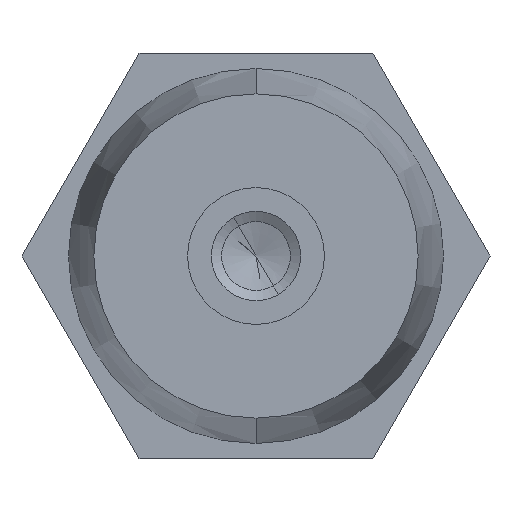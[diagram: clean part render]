
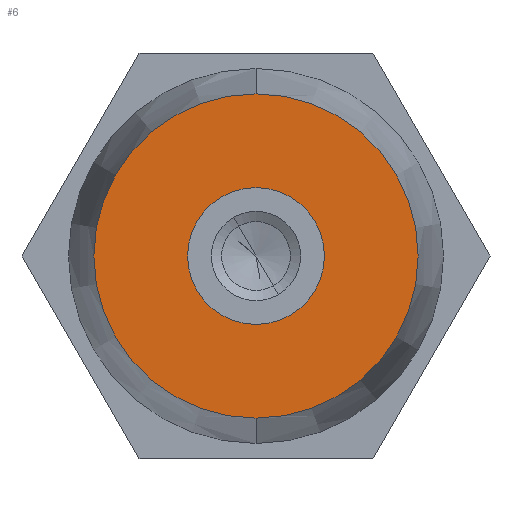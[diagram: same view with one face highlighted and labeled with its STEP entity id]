
A CAD part, front view. The second image highlights one B-rep face of the part: STEP entity #6.
In plain terms, the highlighted planar face has unit normal (0, -1, 0).
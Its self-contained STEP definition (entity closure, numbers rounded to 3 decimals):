
#6 = ADVANCED_FACE ( 'NONE', ( #1143, #1158 ), #2156, .T. ) ;
#127 = AXIS2_PLACEMENT_3D ( 'NONE', #1842, #2366, #3143 ) ;
#181 = DIRECTION ( 'NONE',  ( 0., -1., 0. ) ) ;
#221 = VERTEX_POINT ( 'NONE', #3120 ) ;
#349 = EDGE_CURVE ( 'NONE', #1311, #1206, #1407, .T. ) ;
#352 = CARTESIAN_POINT ( 'NONE',  ( 0., -22.5, 0. ) ) ;
#378 = DIRECTION ( 'NONE',  ( 0., 1., 0. ) ) ;
#535 = ORIENTED_EDGE ( 'NONE', *, *, #349, .T. ) ;
#615 = DIRECTION ( 'NONE',  ( 0., 1., 0. ) ) ;
#677 = AXIS2_PLACEMENT_3D ( 'NONE', #2722, #1383, #1613 ) ;
#706 = ORIENTED_EDGE ( 'NONE', *, *, #2948, .T. ) ;
#846 = ORIENTED_EDGE ( 'NONE', *, *, #1076, .T. ) ;
#881 = AXIS2_PLACEMENT_3D ( 'NONE', #1180, #181, #2899 ) ;
#1076 = EDGE_CURVE ( 'NONE', #221, #2517, #1241, .T. ) ;
#1116 = CARTESIAN_POINT ( 'NONE',  ( 0., -22.5, 0. ) ) ;
#1129 = CIRCLE ( 'NONE', #1550, 6.75 ) ;
#1143 = FACE_BOUND ( 'NONE', #1524, .T. ) ;
#1158 = FACE_OUTER_BOUND ( 'NONE', #1740, .T. ) ;
#1180 = CARTESIAN_POINT ( 'NONE',  ( 0., -22.5, 0. ) ) ;
#1206 = VERTEX_POINT ( 'NONE', #1956 ) ;
#1241 = CIRCLE ( 'NONE', #881, 16. ) ;
#1311 = VERTEX_POINT ( 'NONE', #3206 ) ;
#1333 = DIRECTION ( 'NONE',  ( 0., 0., 1. ) ) ;
#1383 = DIRECTION ( 'NONE',  ( 0., -1., 0. ) ) ;
#1407 = CIRCLE ( 'NONE', #2190, 6.75 ) ;
#1516 = EDGE_CURVE ( 'NONE', #1206, #1311, #1129, .T. ) ;
#1524 = EDGE_LOOP ( 'NONE', ( #535, #1770 ) ) ;
#1550 = AXIS2_PLACEMENT_3D ( 'NONE', #1116, #615, #1333 ) ;
#1613 = DIRECTION ( 'NONE',  ( 0., 0., -1. ) ) ;
#1740 = EDGE_LOOP ( 'NONE', ( #846, #706 ) ) ;
#1770 = ORIENTED_EDGE ( 'NONE', *, *, #1516, .T. ) ;
#1783 = CIRCLE ( 'NONE', #127, 16. ) ;
#1842 = CARTESIAN_POINT ( 'NONE',  ( 0., -22.5, 0. ) ) ;
#1956 = CARTESIAN_POINT ( 'NONE',  ( 0., -22.5, 6.75 ) ) ;
#2156 = PLANE ( 'NONE',  #677 ) ;
#2190 = AXIS2_PLACEMENT_3D ( 'NONE', #352, #378, #2578 ) ;
#2366 = DIRECTION ( 'NONE',  ( 0., -1., 0. ) ) ;
#2517 = VERTEX_POINT ( 'NONE', #2900 ) ;
#2578 = DIRECTION ( 'NONE',  ( 0., 0., 1. ) ) ;
#2722 = CARTESIAN_POINT ( 'NONE',  ( 0., -22.5, 0. ) ) ;
#2899 = DIRECTION ( 'NONE',  ( 0., 0., -1. ) ) ;
#2900 = CARTESIAN_POINT ( 'NONE',  ( 0., -22.5, -16. ) ) ;
#2948 = EDGE_CURVE ( 'NONE', #2517, #221, #1783, .T. ) ;
#3120 = CARTESIAN_POINT ( 'NONE',  ( 0., -22.5, 16. ) ) ;
#3143 = DIRECTION ( 'NONE',  ( 0., 0., -1. ) ) ;
#3206 = CARTESIAN_POINT ( 'NONE',  ( 0., -22.5, -6.75 ) ) ;
